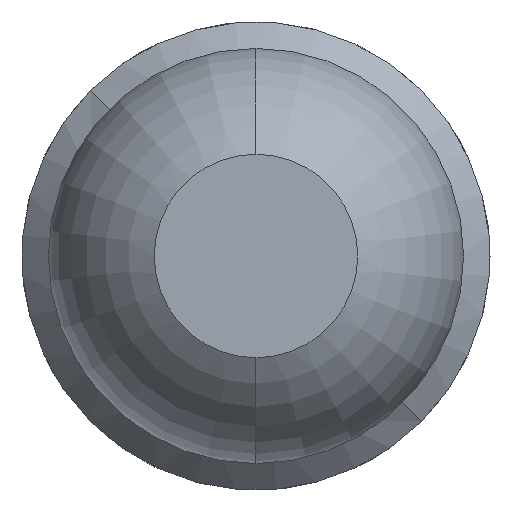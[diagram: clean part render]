
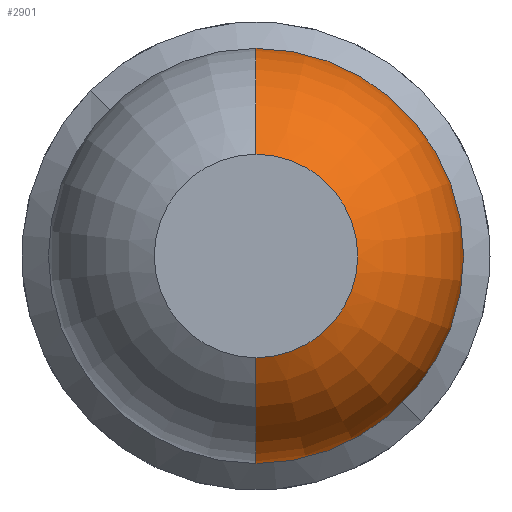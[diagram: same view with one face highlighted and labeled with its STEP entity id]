
A CAD part, front view. The second image highlights one B-rep face of the part: STEP entity #2901.
In plain terms, the highlighted toroidal (fillet/blend) face has major radius 0.01 mm and minor radius 0.5 mm.
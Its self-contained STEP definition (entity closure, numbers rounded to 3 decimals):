
#202 = CARTESIAN_POINT ( 'NONE',  ( 0., -26.961, -0.01 ) ) ;
#232 = CARTESIAN_POINT ( 'NONE',  ( 0., -26.961, 0.01 ) ) ;
#455 = AXIS2_PLACEMENT_3D ( 'NONE', #232, #1382, #1644 ) ;
#515 = ORIENTED_EDGE ( 'NONE', *, *, #2644, .F. ) ;
#612 = DIRECTION ( 'NONE',  ( 0., 1., 0. ) ) ;
#625 = DIRECTION ( 'NONE',  ( 0., 0., 1. ) ) ;
#784 = AXIS2_PLACEMENT_3D ( 'NONE', #202, #2783, #2486 ) ;
#800 = EDGE_CURVE ( 'NONE', #2981, #871, #1273, .T. ) ;
#871 = VERTEX_POINT ( 'NONE', #2832 ) ;
#905 = EDGE_CURVE ( 'Defeature ausgef�hrt1_18+Defeature ausgef�hrt1_5+Defeature ausgef�hrt1_5+Defeature ausgef�hrt1_5', #2981, #3097, #2211, .T. ) ;
#936 = AXIS2_PLACEMENT_3D ( 'NONE', #2264, #3114, #3422 ) ;
#984 = CARTESIAN_POINT ( 'NONE',  ( 0., -27.4, 0. ) ) ;
#1018 = ORIENTED_EDGE ( 'NONE', *, *, #1900, .F. ) ;
#1273 = CIRCLE ( 'NONE', #784, 0.5 ) ;
#1311 = AXIS2_PLACEMENT_3D ( 'NONE', #3492, #612, #625 ) ;
#1382 = DIRECTION ( 'NONE',  ( -1., 0., 0. ) ) ;
#1575 = CIRCLE ( 'NONE', #455, 0.5 ) ;
#1594 = VERTEX_POINT ( 'NONE', #2949 ) ;
#1619 = CIRCLE ( 'NONE', #936, 0.51 ) ;
#1644 = DIRECTION ( 'NONE',  ( 0., 0., 1. ) ) ;
#1900 = EDGE_CURVE ( 'NONE', #3097, #1594, #1575, .T. ) ;
#1906 = ORIENTED_EDGE ( 'NONE', *, *, #905, .F. ) ;
#2109 = DIRECTION ( 'NONE',  ( 0., 0., -1. ) ) ;
#2211 = CIRCLE ( 'NONE', #3685, 0.25 ) ;
#2235 = CARTESIAN_POINT ( 'NONE',  ( 0., -27.4, 0.25 ) ) ;
#2264 = CARTESIAN_POINT ( 'NONE',  ( 0., -26.961, 0. ) ) ;
#2441 = FACE_OUTER_BOUND ( 'NONE', #2592, .T. ) ;
#2446 = DIRECTION ( 'NONE',  ( 0., -1., 0. ) ) ;
#2486 = DIRECTION ( 'NONE',  ( 0., 0., -1. ) ) ;
#2592 = EDGE_LOOP ( 'NONE', ( #1906, #2946, #515, #1018 ) ) ;
#2644 = EDGE_CURVE ( 'Defeature ausgef�hrt1_6+Defeature ausgef�hrt1_5+Defeature ausgef�hrt1_5+Defeature ausgef�hrt1_5', #1594, #871, #1619, .T. ) ;
#2783 = DIRECTION ( 'NONE',  ( 1., 0., 0. ) ) ;
#2832 = CARTESIAN_POINT ( 'NONE',  ( 0., -26.961, -0.51 ) ) ;
#2901 = ADVANCED_FACE ( 'Defeature ausgef�hrt1_5', ( #2441 ), #2967, .T. ) ;
#2946 = ORIENTED_EDGE ( 'NONE', *, *, #800, .T. ) ;
#2949 = CARTESIAN_POINT ( 'NONE',  ( 0., -26.961, 0.51 ) ) ;
#2967 = TOROIDAL_SURFACE ( 'NONE', #1311, 0.01, 0.5 ) ;
#2981 = VERTEX_POINT ( 'NONE', #3429 ) ;
#3097 = VERTEX_POINT ( 'NONE', #2235 ) ;
#3114 = DIRECTION ( 'NONE',  ( 0., 1., 0. ) ) ;
#3422 = DIRECTION ( 'NONE',  ( 0., 0., 1. ) ) ;
#3429 = CARTESIAN_POINT ( 'NONE',  ( 0., -27.4, -0.25 ) ) ;
#3492 = CARTESIAN_POINT ( 'NONE',  ( 0., -26.961, 0. ) ) ;
#3685 = AXIS2_PLACEMENT_3D ( 'NONE', #984, #2446, #2109 ) ;
